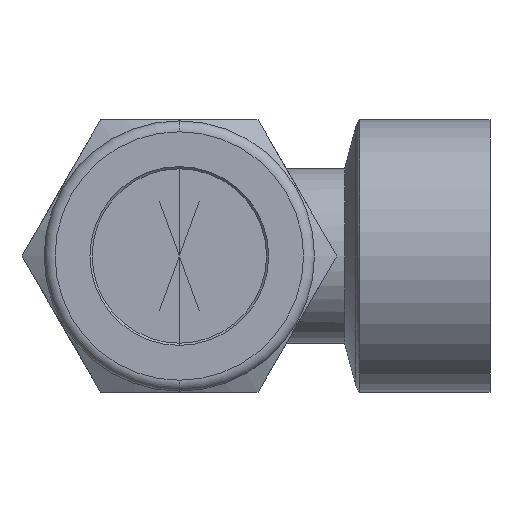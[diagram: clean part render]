
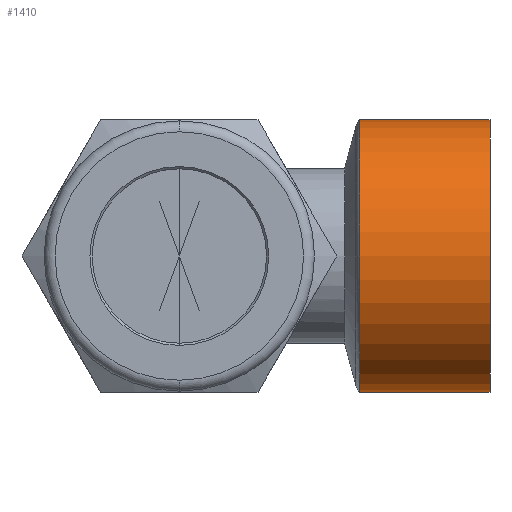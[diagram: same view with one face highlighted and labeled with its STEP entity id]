
A CAD part, left-side view. The second image highlights one B-rep face of the part: STEP entity #1410.
In plain terms, the highlighted cylindrical face has radius 12.5 mm (diameter 25 mm), a partial arc.
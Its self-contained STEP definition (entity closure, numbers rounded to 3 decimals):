
#282 = CARTESIAN_POINT ( 'NONE',  ( 0., 12.967, 0. ) ) ;
#283 = DIRECTION ( 'NONE',  ( 0., -1., 0. ) ) ;
#284 = DIRECTION ( 'NONE',  ( 0., 0., -1. ) ) ;
#615 = FACE_OUTER_BOUND ( 'NONE', #1749, .T. ) ;
#618 = CYLINDRICAL_SURFACE ( 'NONE', #2844, 12.5 ) ;
#754 = ORIENTED_EDGE ( 'NONE', *, *, #2723, .F. ) ;
#761 = ORIENTED_EDGE ( 'NONE', *, *, #2721, .T. ) ;
#764 = ORIENTED_EDGE ( 'NONE', *, *, #2793, .T. ) ;
#772 = ORIENTED_EDGE ( 'NONE', *, *, #1080, .T. ) ;
#867 = CARTESIAN_POINT ( 'NONE',  ( 0., 19.209, 12.5 ) ) ;
#868 = DIRECTION ( 'NONE',  ( 0., 1., 0. ) ) ;
#872 = DIRECTION ( 'NONE',  ( 0., 1., 0. ) ) ;
#878 = CARTESIAN_POINT ( 'NONE',  ( 0., 19.209, -12.5 ) ) ;
#963 = LINE ( 'NONE', #878, #970 ) ;
#965 = LINE ( 'NONE', #867, #967 ) ;
#967 = VECTOR ( 'NONE', #868, 1000. ) ;
#970 = VECTOR ( 'NONE', #872, 1000. ) ;
#1062 = CIRCLE ( 'NONE', #2898, 12.5 ) ;
#1080 = EDGE_CURVE ( 'NONE', #1816, #1815, #2204, .T. ) ;
#1206 = AXIS2_PLACEMENT_3D ( 'NONE', #282, #283, #284 ) ;
#1410 = ADVANCED_FACE ( 'NONE', ( #615 ), #618, .T. ) ;
#1618 = DIRECTION ( 'NONE',  ( 0., 1., 0. ) ) ;
#1619 = DIRECTION ( 'NONE',  ( 0., 0., 1. ) ) ;
#1622 = CARTESIAN_POINT ( 'NONE',  ( 0., 19.209, 0. ) ) ;
#1675 = CARTESIAN_POINT ( 'NONE',  ( 0., 1., 12.5 ) ) ;
#1678 = CARTESIAN_POINT ( 'NONE',  ( 0., 1., -12.5 ) ) ;
#1681 = CARTESIAN_POINT ( 'NONE',  ( 0., 12.967, -12.5 ) ) ;
#1682 = CARTESIAN_POINT ( 'NONE',  ( 0., 12.967, 12.5 ) ) ;
#1749 = EDGE_LOOP ( 'NONE', ( #754, #764, #761, #772 ) ) ;
#1809 = VERTEX_POINT ( 'NONE', #1675 ) ;
#1812 = VERTEX_POINT ( 'NONE', #1678 ) ;
#1815 = VERTEX_POINT ( 'NONE', #1681 ) ;
#1816 = VERTEX_POINT ( 'NONE', #1682 ) ;
#2204 = CIRCLE ( 'NONE', #1206, 12.5 ) ;
#2651 = CARTESIAN_POINT ( 'NONE',  ( 0., 1., 0. ) ) ;
#2652 = DIRECTION ( 'NONE',  ( 0., 1., 0. ) ) ;
#2653 = DIRECTION ( 'NONE',  ( 0., 0., 1. ) ) ;
#2721 = EDGE_CURVE ( 'NONE', #1809, #1816, #965, .T. ) ;
#2723 = EDGE_CURVE ( 'NONE', #1812, #1815, #963, .T. ) ;
#2793 = EDGE_CURVE ( 'NONE', #1812, #1809, #1062, .T. ) ;
#2844 = AXIS2_PLACEMENT_3D ( 'NONE', #1622, #1618, #1619 ) ;
#2898 = AXIS2_PLACEMENT_3D ( 'NONE', #2651, #2652, #2653 ) ;
